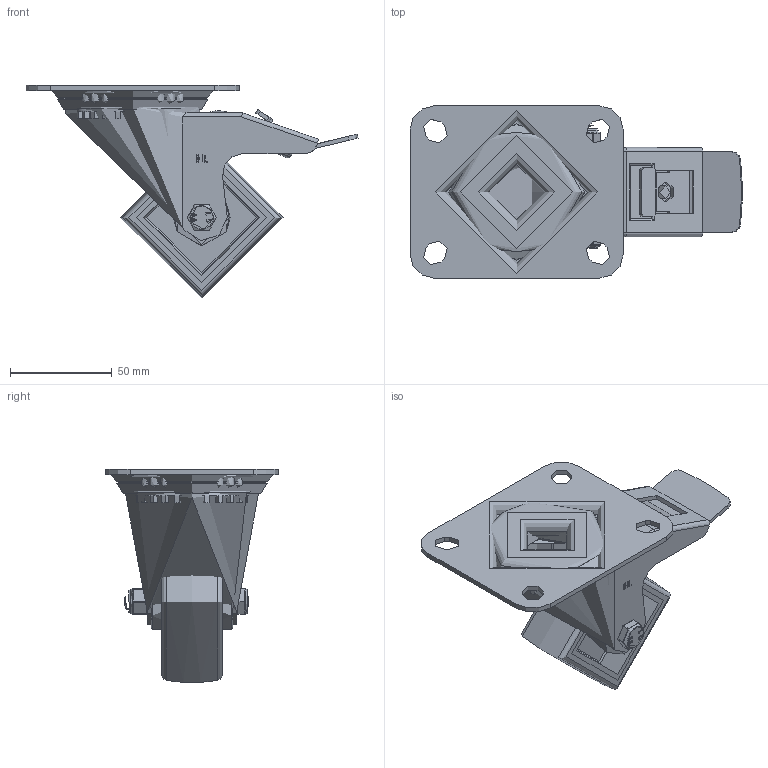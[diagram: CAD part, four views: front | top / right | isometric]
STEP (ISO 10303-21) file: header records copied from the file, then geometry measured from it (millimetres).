
FILE_DESCRIPTION(/* description */ ('','CAx-IF Rec.Pracs.---Representation and Presentation of Product Manufacturing Information (PMI)---4.0---2014-10-13'),/* implementation_level */ '2;1');
FILE_NAME(/* name */ 'BZMM80PNBSWB.step',/* time_stamp */ '2024-12-16T10:36:58Z',/* author */ (''),/* organization */ (''),/* preprocessor_version */ 'ST-DEVELOPER v20',/* originating_system */ 'Autodesk Translation Framework v13.20.0.188',/* authorisation */ '');
FILE_SCHEMA (('AP242_MANAGED_MODEL_BASED_3D_ENGINEERING_MIM_LF { 1 0 10303 442 1 1 4 }'));
Length unit declared in the file: millimetre
Products named in the file (31): BZMM80PNBSWB; BZMM80ASSWB v1; ZINC PLATED, PRESSED STEEL TOP PLATE; ZINC PLATED, PRESSED STEEL TOP PLATE Geometry; BALL BEARINGS; Component1; ZINC PLATED, PRESSED STEEL FORKS; BEARING SEAL; ZINC PLATED, PRESSED STEEL BRAKE PEDAL; ZINC PLATED, PRESSED STEEL BRAKE PEDAL Geometry; BRAKE BOLT; BRAKE PAD; BRAKE PAD Geometry; NUT; BOLT; BZMM80WPNRB v2; NYLON RIM; TYRE; CAP; ROLLER BEARING; NYLON CAGE; Pattern; Component21; TUBEM12X40 v1; ZINC PLATED STEEL TUBE; HEXBOLTM8X55Z8.8 v2; GRADE 8.8 ZINC PLATED BOLT; NYLOCM8Z v1; NYLOC NUT; NUT (1); RUBBER
Assembly tree (58 placements, depth 5):
  BZMM80PNBSWB
    BZMM80ASSWB v1
      ZINC PLATED, PRESSED STEEL TOP PLATE
        ZINC PLATED, PRESSED STEEL TOP PLATE Geometry
        BALL BEARINGS
          Component1  x24
      ZINC PLATED, PRESSED STEEL FORKS
      BEARING SEAL
      ZINC PLATED, PRESSED STEEL BRAKE PEDAL
        ZINC PLATED, PRESSED STEEL BRAKE PEDAL Geometry
        BRAKE BOLT
      BRAKE PAD
        BRAKE PAD Geometry
        NUT
        BOLT
    BZMM80WPNRB v2
      NYLON RIM
      TYRE
      CAP
      ROLLER BEARING
        NYLON CAGE
        Pattern
          Component21  x6
    TUBEM12X40 v1
      ZINC PLATED STEEL TUBE
    HEXBOLTM8X55Z8.8 v2
      GRADE 8.8 ZINC PLATED BOLT
    NYLOCM8Z v1
      NYLOC NUT
        NUT (1)
        RUBBER
Bounding box: 163.41 x 85 x 104.86 mm (x, y, z)
Volume: 170301.5 mm3; surface area: 115756.3 mm2
Topology: 46 solids, 46 shells, 672 faces, 1732 edges, 1109 vertices
Faces by surface type: plane 347, cylinder 206, sphere 49, bspline 39, torus 19, cone 12
Full cylindrical faces by diameter (mm): 0.664 x2, 5.5 x6, 6 x5, 6.446 x7, 7.866 x13, 8 x4, 8.2 x2, 8.4 x1, 8.6 x2, 11.5 x1, 11.9 x1, 12.1 x1, 12.5 x2, 13 x1, 20 x1, 22.5 x3, 27.5 x1, 28 x2, 31.5 x1, 56 x2, 62 x1, 64 x2, 66 x1
Entity records: 26234 total; most frequent: CARTESIAN_POINT 9664, DIRECTION 3303, ORIENTED_EDGE 3276, EDGE_CURVE 1638, AXIS2_PLACEMENT_3D 1158, VERTEX_POINT 1053, LINE 987, VECTOR 987
